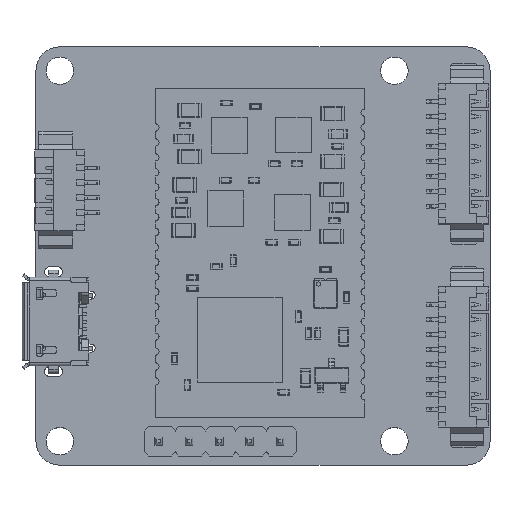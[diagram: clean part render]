
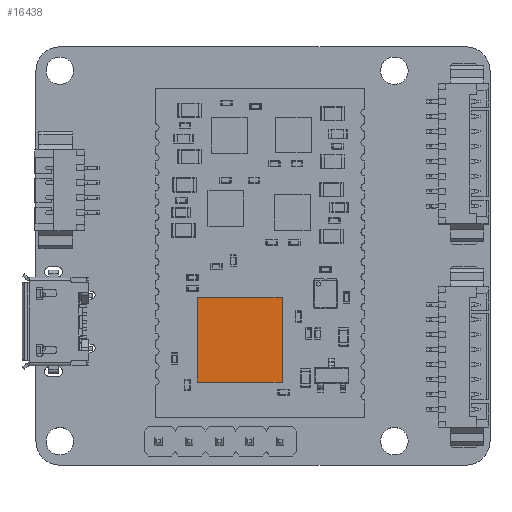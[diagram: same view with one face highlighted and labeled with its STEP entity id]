
A CAD part, top view. The second image highlights one B-rep face of the part: STEP entity #16438.
In plain terms, the highlighted planar face has unit normal (0, 0, 1).
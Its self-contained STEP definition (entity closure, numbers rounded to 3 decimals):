
#16309 = VERTEX_POINT('',#16310);
#16310 = CARTESIAN_POINT('',(3.55,-3.55,0.6));
#16316 = EDGE_CURVE('',#16309,#16317,#16319,.T.);
#16317 = VERTEX_POINT('',#16318);
#16318 = CARTESIAN_POINT('',(-3.55,-3.55,0.6));
#16319 = LINE('',#16320,#16321);
#16320 = CARTESIAN_POINT('',(3.55,-3.55,0.6));
#16321 = VECTOR('',#16322,1.);
#16322 = DIRECTION('',(-1.,0.,0.));
#16347 = EDGE_CURVE('',#16317,#16348,#16350,.T.);
#16348 = VERTEX_POINT('',#16349);
#16349 = CARTESIAN_POINT('',(-3.55,3.55,0.6));
#16350 = LINE('',#16351,#16352);
#16351 = CARTESIAN_POINT('',(-3.55,-3.55,0.6));
#16352 = VECTOR('',#16353,1.);
#16353 = DIRECTION('',(0.,1.,0.));
#16378 = EDGE_CURVE('',#16348,#16379,#16381,.T.);
#16379 = VERTEX_POINT('',#16380);
#16380 = CARTESIAN_POINT('',(3.55,3.55,0.6));
#16381 = LINE('',#16382,#16383);
#16382 = CARTESIAN_POINT('',(-3.55,3.55,0.6));
#16383 = VECTOR('',#16384,1.);
#16384 = DIRECTION('',(1.,0.,0.));
#16409 = EDGE_CURVE('',#16379,#16309,#16410,.T.);
#16410 = LINE('',#16411,#16412);
#16411 = CARTESIAN_POINT('',(3.55,3.55,0.6));
#16412 = VECTOR('',#16413,1.);
#16413 = DIRECTION('',(0.,-1.,0.));
#16438 = ADVANCED_FACE('',(#16439),#16445,.T.);
#16439 = FACE_BOUND('',#16440,.F.);
#16440 = EDGE_LOOP('',(#16441,#16442,#16443,#16444));
#16441 = ORIENTED_EDGE('',*,*,#16316,.T.);
#16442 = ORIENTED_EDGE('',*,*,#16347,.T.);
#16443 = ORIENTED_EDGE('',*,*,#16378,.T.);
#16444 = ORIENTED_EDGE('',*,*,#16409,.T.);
#16445 = PLANE('',#16446);
#16446 = AXIS2_PLACEMENT_3D('',#16447,#16448,#16449);
#16447 = CARTESIAN_POINT('',(3.55,-3.55,0.6));
#16448 = DIRECTION('',(0.,0.,1.));
#16449 = DIRECTION('',(1.,0.,0.));
